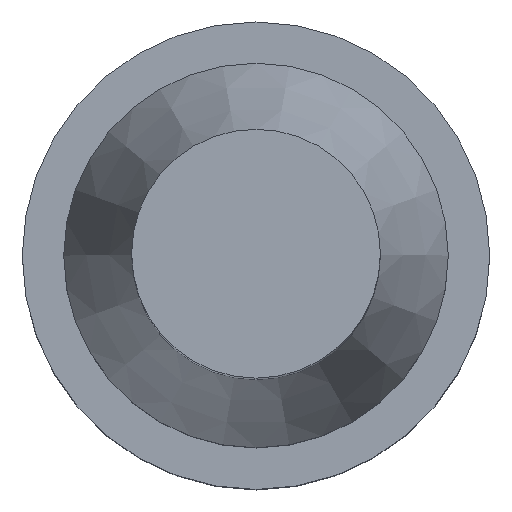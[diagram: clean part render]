
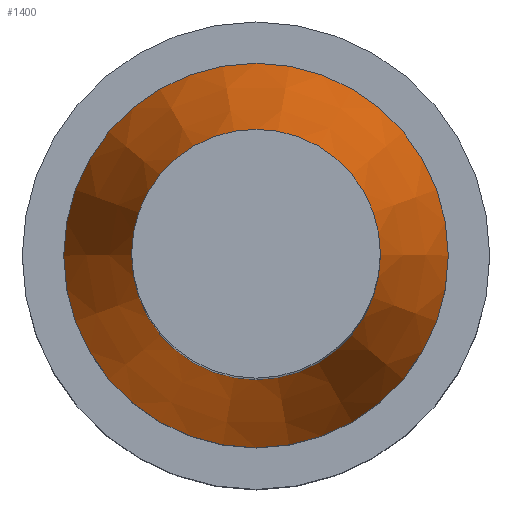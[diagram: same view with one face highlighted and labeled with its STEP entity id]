
A CAD part, top view. The second image highlights one B-rep face of the part: STEP entity #1400.
In plain terms, the highlighted conical face has half-angle 16.699 degrees and reference radius 12.75 mm.
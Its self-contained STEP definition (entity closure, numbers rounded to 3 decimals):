
#372=FACE_BOUND($,#559,.T.);
#462=FACE_OUTER_BOUND($,#558,.T.);
#558=EDGE_LOOP($,(#1231));
#559=EDGE_LOOP($,(#1232));
#593=CIRCLE($,#1473,8.25);
#594=CIRCLE($,#1476,12.75);
#727=VERTEX_POINT($,#2628);
#728=VERTEX_POINT($,#2632);
#916=EDGE_CURVE($,#727,#727,#593,.T.);
#917=EDGE_CURVE($,#728,#728,#594,.T.);
#1231=ORIENTED_EDGE($,*,*,#917,.F.);
#1232=ORIENTED_EDGE($,*,*,#916,.T.);
#1305=CONICAL_SURFACE($,#1475,12.75,16.699);
#1400=ADVANCED_FACE($,(#462,#372),#1305,.T.);
#1473=AXIS2_PLACEMENT_3D($,#2629,#1719,#1720);
#1475=AXIS2_PLACEMENT_3D($,#2631,#1723,#1724);
#1476=AXIS2_PLACEMENT_3D($,#2633,#1725,#1726);
#1719=DIRECTION('center_axis',(0.,0.,-1.));
#1720=DIRECTION('ref_axis',(-1.,0.,0.));
#1723=DIRECTION('center_axis',(0.,0.,-1.));
#1724=DIRECTION('ref_axis',(1.,0.,0.));
#1725=DIRECTION('center_axis',(0.,0.,-1.));
#1726=DIRECTION('ref_axis',(-1.,0.,0.));
#2628=CARTESIAN_POINT('',(-8.25,0.,42.));
#2629=CARTESIAN_POINT('Origin',(0.,0.,42.));
#2631=CARTESIAN_POINT('Origin',(0.,0.,27.));
#2632=CARTESIAN_POINT('',(12.75,0.,27.));
#2633=CARTESIAN_POINT('Origin',(0.,0.,27.));
